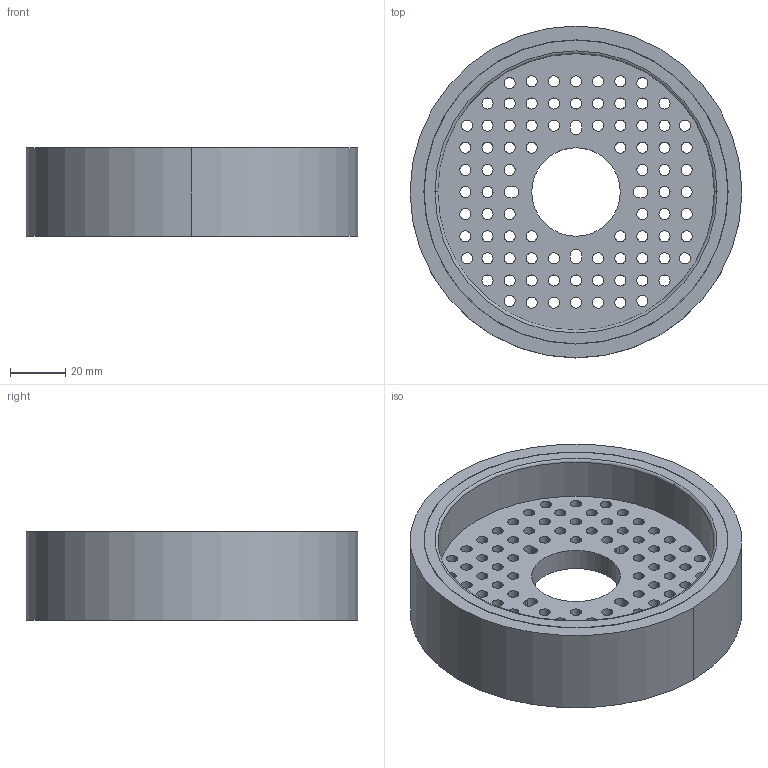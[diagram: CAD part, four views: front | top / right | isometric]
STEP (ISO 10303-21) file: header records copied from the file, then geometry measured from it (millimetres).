
FILE_DESCRIPTION (( 'STEP AP203' ), '1' );
FILE_NAME ('3601-0032-0120 part.STEP', '2018-04-17T15:49:45', ( '' ), ( '' ), 'SwSTEP 2.0', 'SolidWorks 2016', '' );
FILE_SCHEMA (( 'CONFIG_CONTROL_DESIGN' ));
Length unit declared in the file: millimetre
Products named in the file (1): 3601-0032-0120 part
Bounding box: 120 x 120 x 32 mm (x, y, z)
Volume: 157822.6 mm3; surface area: 47937.5 mm2
Topology: 1 solids, 1 shells, 212 faces, 614 edges, 408 vertices
Faces by surface type: cylinder 190, plane 14, torus 8
Entity records: 7659 total; most frequent: DIRECTION 1440, CARTESIAN_POINT 1235, ORIENTED_EDGE 1228, EDGE_CURVE 614, AXIS2_PLACEMENT_3D 613, VERTEX_POINT 408, CIRCLE 400, EDGE_LOOP 394
